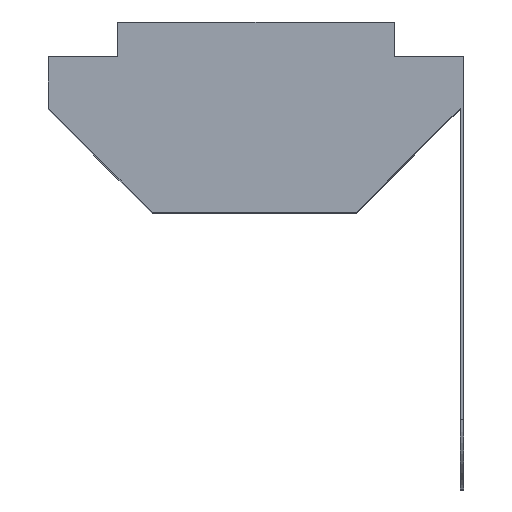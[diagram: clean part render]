
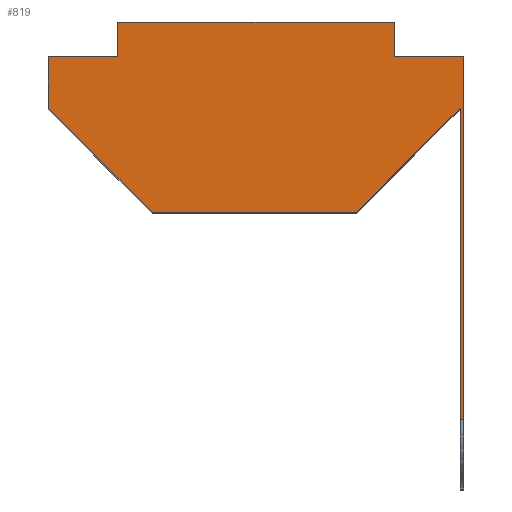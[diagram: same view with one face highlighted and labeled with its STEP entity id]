
A CAD part, top view. The second image highlights one B-rep face of the part: STEP entity #819.
In plain terms, the highlighted planar face has unit normal (0, 0, 1).
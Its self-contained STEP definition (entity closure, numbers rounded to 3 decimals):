
#10 = ORIENTED_EDGE ( 'NONE', *, *, #85, .F. ) ;
#16 = ORIENTED_EDGE ( 'NONE', *, *, #768, .F. ) ;
#30 = LINE ( 'NONE', #566, #610 ) ;
#31 = VERTEX_POINT ( 'NONE', #762 ) ;
#47 = CARTESIAN_POINT ( 'NONE',  ( 2., 0., 20. ) ) ;
#58 = ORIENTED_EDGE ( 'NONE', *, *, #392, .F. ) ;
#59 = DIRECTION ( 'NONE',  ( 0., 1., 0. ) ) ;
#60 = EDGE_CURVE ( 'NONE', #197, #271, #713, .T. ) ;
#62 = VERTEX_POINT ( 'NONE', #860 ) ;
#65 = CARTESIAN_POINT ( 'NONE',  ( 8.9, -4.5, 20. ) ) ;
#69 = CARTESIAN_POINT ( 'NONE',  ( 3., -4.5, 20. ) ) ;
#79 = AXIS2_PLACEMENT_3D ( 'NONE', #650, #320, #523 ) ;
#80 = CARTESIAN_POINT ( 'NONE',  ( 2., 0., 20. ) ) ;
#83 = LINE ( 'NONE', #748, #136 ) ;
#85 = EDGE_CURVE ( 'NONE', #803, #781, #653, .T. ) ;
#89 = DIRECTION ( 'NONE',  ( 0., -1., 0. ) ) ;
#94 = VECTOR ( 'NONE', #89, 1000. ) ;
#106 = DIRECTION ( 'NONE',  ( 1., 0., 0. ) ) ;
#110 = VECTOR ( 'NONE', #862, 1000. ) ;
#114 = DIRECTION ( 'NONE',  ( -0.707, 0.707, 0. ) ) ;
#116 = CARTESIAN_POINT ( 'NONE',  ( 11.9, -1.5, 20. ) ) ;
#129 = ORIENTED_EDGE ( 'NONE', *, *, #619, .T. ) ;
#134 = CARTESIAN_POINT ( 'NONE',  ( 0., -1.5, 20. ) ) ;
#136 = VECTOR ( 'NONE', #156, 1000. ) ;
#154 = CARTESIAN_POINT ( 'NONE',  ( 12., 1., 20. ) ) ;
#156 = DIRECTION ( 'NONE',  ( -0.707, -0.707, 0. ) ) ;
#166 = CARTESIAN_POINT ( 'NONE',  ( 10., 1., 20. ) ) ;
#169 = EDGE_CURVE ( 'NONE', #188, #62, #376, .T. ) ;
#180 = EDGE_CURVE ( 'NONE', #271, #777, #744, .T. ) ;
#188 = VERTEX_POINT ( 'NONE', #80 ) ;
#193 = EDGE_CURVE ( 'NONE', #31, #197, #730, .T. ) ;
#197 = VERTEX_POINT ( 'NONE', #69 ) ;
#209 = VERTEX_POINT ( 'NONE', #482 ) ;
#227 = CARTESIAN_POINT ( 'NONE',  ( 12., -10.5, 20. ) ) ;
#228 = ORIENTED_EDGE ( 'NONE', *, *, #180, .F. ) ;
#244 = ORIENTED_EDGE ( 'NONE', *, *, #709, .F. ) ;
#245 = EDGE_CURVE ( 'NONE', #788, #691, #682, .T. ) ;
#247 = VECTOR ( 'NONE', #601, 1000. ) ;
#259 = ORIENTED_EDGE ( 'NONE', *, *, #372, .F. ) ;
#271 = VERTEX_POINT ( 'NONE', #332 ) ;
#290 = ORIENTED_EDGE ( 'NONE', *, *, #169, .F. ) ;
#303 = EDGE_LOOP ( 'NONE', ( #10, #129, #688, #244, #58, #259, #290, #16, #228, #492, #632, #411 ) ) ;
#320 = DIRECTION ( 'NONE',  ( 0., 0., -1. ) ) ;
#324 = DIRECTION ( 'NONE',  ( 1., 0., 0. ) ) ;
#326 = CARTESIAN_POINT ( 'NONE',  ( 0., 0., 20. ) ) ;
#328 = VECTOR ( 'NONE', #59, 1000. ) ;
#332 = CARTESIAN_POINT ( 'NONE',  ( 0., -1.5, 20. ) ) ;
#344 = VECTOR ( 'NONE', #106, 1000. ) ;
#362 = CARTESIAN_POINT ( 'NONE',  ( 10., 1., 20. ) ) ;
#372 = EDGE_CURVE ( 'NONE', #62, #701, #491, .T. ) ;
#376 = LINE ( 'NONE', #47, #734 ) ;
#386 = VECTOR ( 'NONE', #324, 1000. ) ;
#392 = EDGE_CURVE ( 'NONE', #701, #209, #564, .T. ) ;
#411 = ORIENTED_EDGE ( 'NONE', *, *, #518, .F. ) ;
#413 = VECTOR ( 'NONE', #114, 1000. ) ;
#482 = CARTESIAN_POINT ( 'NONE',  ( 10., 0., 20. ) ) ;
#491 = LINE ( 'NONE', #568, #637 ) ;
#492 = ORIENTED_EDGE ( 'NONE', *, *, #60, .F. ) ;
#495 = DIRECTION ( 'NONE',  ( 1., 0., 0. ) ) ;
#499 = LINE ( 'NONE', #764, #344 ) ;
#511 = CARTESIAN_POINT ( 'NONE',  ( 11.9, -10.5, 20. ) ) ;
#517 = CARTESIAN_POINT ( 'NONE',  ( 11.9, -12.5, 20. ) ) ;
#518 = EDGE_CURVE ( 'NONE', #781, #31, #83, .T. ) ;
#523 = DIRECTION ( 'NONE',  ( -1., 0., 0. ) ) ;
#524 = CARTESIAN_POINT ( 'NONE',  ( 3., -4.5, 20. ) ) ;
#526 = LINE ( 'NONE', #714, #386 ) ;
#531 = PLANE ( 'NONE',  #79 ) ;
#564 = LINE ( 'NONE', #166, #94 ) ;
#566 = CARTESIAN_POINT ( 'NONE',  ( 12., -10.5, 20. ) ) ;
#568 = CARTESIAN_POINT ( 'NONE',  ( 0., 1., 20. ) ) ;
#582 = CARTESIAN_POINT ( 'NONE',  ( 12., 0., 20. ) ) ;
#601 = DIRECTION ( 'NONE',  ( -1., 0., 0. ) ) ;
#610 = VECTOR ( 'NONE', #694, 1000. ) ;
#619 = EDGE_CURVE ( 'NONE', #803, #691, #30, .T. ) ;
#632 = ORIENTED_EDGE ( 'NONE', *, *, #193, .F. ) ;
#637 = VECTOR ( 'NONE', #495, 1000. ) ;
#645 = DIRECTION ( 'NONE',  ( 0., 1., 0. ) ) ;
#650 = CARTESIAN_POINT ( 'NONE',  ( 0., 0., 20. ) ) ;
#653 = LINE ( 'NONE', #517, #328 ) ;
#664 = DIRECTION ( 'NONE',  ( 0., 1., 0. ) ) ;
#682 = LINE ( 'NONE', #154, #110 ) ;
#688 = ORIENTED_EDGE ( 'NONE', *, *, #245, .F. ) ;
#691 = VERTEX_POINT ( 'NONE', #227 ) ;
#694 = DIRECTION ( 'NONE',  ( 1., 0., 0. ) ) ;
#701 = VERTEX_POINT ( 'NONE', #362 ) ;
#709 = EDGE_CURVE ( 'NONE', #209, #788, #499, .T. ) ;
#713 = LINE ( 'NONE', #524, #413 ) ;
#714 = CARTESIAN_POINT ( 'NONE',  ( 0., 0., 20. ) ) ;
#720 = VECTOR ( 'NONE', #664, 1000. ) ;
#730 = LINE ( 'NONE', #65, #247 ) ;
#734 = VECTOR ( 'NONE', #645, 1000. ) ;
#744 = LINE ( 'NONE', #134, #720 ) ;
#748 = CARTESIAN_POINT ( 'NONE',  ( 11.9, -1.5, 20. ) ) ;
#762 = CARTESIAN_POINT ( 'NONE',  ( 8.9, -4.5, 20. ) ) ;
#764 = CARTESIAN_POINT ( 'NONE',  ( 10., 0., 20. ) ) ;
#768 = EDGE_CURVE ( 'NONE', #777, #188, #526, .T. ) ;
#777 = VERTEX_POINT ( 'NONE', #326 ) ;
#780 = FACE_OUTER_BOUND ( 'NONE', #303, .T. ) ;
#781 = VERTEX_POINT ( 'NONE', #116 ) ;
#788 = VERTEX_POINT ( 'NONE', #582 ) ;
#803 = VERTEX_POINT ( 'NONE', #511 ) ;
#819 = ADVANCED_FACE ( 'NONE', ( #780 ), #531, .F. ) ;
#860 = CARTESIAN_POINT ( 'NONE',  ( 2., 1., 20. ) ) ;
#862 = DIRECTION ( 'NONE',  ( 0., -1., 0. ) ) ;
